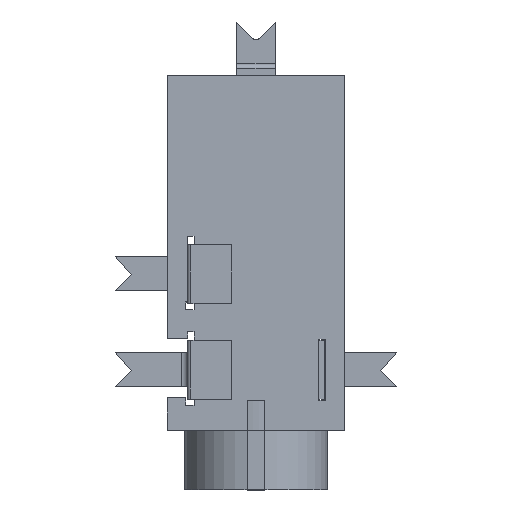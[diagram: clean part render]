
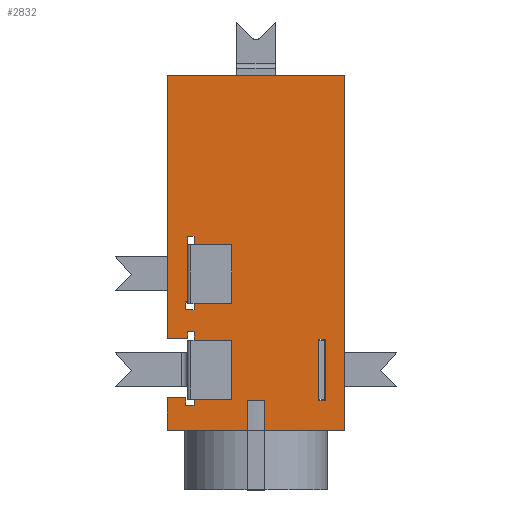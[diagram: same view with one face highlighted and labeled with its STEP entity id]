
A CAD part, top view. The second image highlights one B-rep face of the part: STEP entity #2832.
In plain terms, the highlighted planar face has unit normal (0, 0, 1).
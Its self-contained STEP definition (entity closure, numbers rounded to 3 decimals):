
#436=ORIENTED_EDGE('',*,*,#888,.T.);
#437=ORIENTED_EDGE('',*,*,#886,.F.);
#438=ORIENTED_EDGE('',*,*,#883,.F.);
#439=ORIENTED_EDGE('',*,*,#878,.F.);
#440=ORIENTED_EDGE('',*,*,#877,.F.);
#441=ORIENTED_EDGE('',*,*,#873,.F.);
#442=ORIENTED_EDGE('',*,*,#871,.F.);
#443=ORIENTED_EDGE('',*,*,#869,.F.);
#444=ORIENTED_EDGE('',*,*,#876,.F.);
#445=ORIENTED_EDGE('',*,*,#864,.F.);
#446=ORIENTED_EDGE('',*,*,#861,.F.);
#447=ORIENTED_EDGE('',*,*,#860,.F.);
#448=ORIENTED_EDGE('',*,*,#855,.T.);
#449=ORIENTED_EDGE('',*,*,#853,.T.);
#450=ORIENTED_EDGE('',*,*,#850,.T.);
#451=ORIENTED_EDGE('',*,*,#849,.F.);
#452=ORIENTED_EDGE('',*,*,#851,.F.);
#453=ORIENTED_EDGE('',*,*,#846,.T.);
#454=ORIENTED_EDGE('',*,*,#842,.F.);
#455=ORIENTED_EDGE('',*,*,#674,.T.);
#456=ORIENTED_EDGE('',*,*,#891,.F.);
#457=ORIENTED_EDGE('',*,*,#701,.F.);
#458=ORIENTED_EDGE('',*,*,#714,.F.);
#459=ORIENTED_EDGE('',*,*,#719,.F.);
#460=ORIENTED_EDGE('',*,*,#707,.F.);
#461=ORIENTED_EDGE('',*,*,#693,.F.);
#462=ORIENTED_EDGE('',*,*,#713,.F.);
#463=ORIENTED_EDGE('',*,*,#722,.F.);
#464=ORIENTED_EDGE('',*,*,#723,.F.);
#465=ORIENTED_EDGE('',*,*,#726,.F.);
#466=ORIENTED_EDGE('',*,*,#841,.F.);
#467=ORIENTED_EDGE('',*,*,#837,.F.);
#468=ORIENTED_EDGE('',*,*,#833,.F.);
#469=ORIENTED_EDGE('',*,*,#830,.F.);
#674=EDGE_CURVE('',#967,#965,#1160,.T.);
#693=EDGE_CURVE('',#985,#986,#1175,.T.);
#701=EDGE_CURVE('',#991,#992,#1183,.T.);
#707=EDGE_CURVE('',#986,#995,#1189,.T.);
#713=EDGE_CURVE('',#1000,#985,#1195,.T.);
#714=EDGE_CURVE('',#1001,#991,#1196,.T.);
#719=EDGE_CURVE('',#995,#1001,#1201,.T.);
#722=EDGE_CURVE('',#1004,#1000,#1204,.T.);
#723=EDGE_CURVE('',#1005,#1004,#1205,.T.);
#726=EDGE_CURVE('',#1007,#1005,#1208,.T.);
#830=EDGE_CURVE('',#1076,#1077,#1300,.T.);
#833=EDGE_CURVE('',#1077,#1079,#1303,.T.);
#837=EDGE_CURVE('',#1079,#1081,#1307,.T.);
#841=EDGE_CURVE('',#1081,#1076,#1311,.T.);
#842=EDGE_CURVE('',#967,#1083,#1312,.T.);
#846=EDGE_CURVE('',#1048,#1083,#1316,.T.);
#849=EDGE_CURVE('',#1086,#1085,#1318,.T.);
#850=EDGE_CURVE('',#1049,#1085,#1319,.T.);
#851=EDGE_CURVE('',#1048,#1086,#1320,.T.);
#853=EDGE_CURVE('',#1088,#1049,#1322,.T.);
#855=EDGE_CURVE('',#1089,#1088,#1324,.T.);
#860=EDGE_CURVE('',#1089,#1091,#1329,.T.);
#861=EDGE_CURVE('',#1091,#1093,#1330,.T.);
#864=EDGE_CURVE('',#1093,#1095,#1333,.T.);
#869=EDGE_CURVE('',#1098,#1097,#1338,.T.);
#871=EDGE_CURVE('',#1097,#1099,#1340,.T.);
#873=EDGE_CURVE('',#1099,#1100,#1342,.T.);
#876=EDGE_CURVE('',#1095,#1098,#1345,.T.);
#877=EDGE_CURVE('',#1100,#1101,#1346,.T.);
#878=EDGE_CURVE('',#1101,#1103,#1347,.T.);
#883=EDGE_CURVE('',#1103,#1105,#1352,.T.);
#886=EDGE_CURVE('',#1105,#1107,#1355,.T.);
#888=EDGE_CURVE('',#965,#1107,#1357,.T.);
#891=EDGE_CURVE('',#992,#1007,#1360,.F.);
#965=VERTEX_POINT('',#3593);
#967=VERTEX_POINT('',#3596);
#985=VERTEX_POINT('',#3638);
#986=VERTEX_POINT('',#3639);
#991=VERTEX_POINT('',#3654);
#992=VERTEX_POINT('',#3655);
#995=VERTEX_POINT('',#3664);
#1000=VERTEX_POINT('',#3677);
#1001=VERTEX_POINT('',#3681);
#1004=VERTEX_POINT('',#3692);
#1005=VERTEX_POINT('',#3696);
#1007=VERTEX_POINT('',#3702);
#1048=VERTEX_POINT('',#3821);
#1049=VERTEX_POINT('',#3823);
#1076=VERTEX_POINT('',#3910);
#1077=VERTEX_POINT('',#3912);
#1079=VERTEX_POINT('',#3918);
#1081=VERTEX_POINT('',#3925);
#1083=VERTEX_POINT('',#3934);
#1085=VERTEX_POINT('',#3944);
#1086=VERTEX_POINT('',#3945);
#1088=VERTEX_POINT('',#3954);
#1089=VERTEX_POINT('',#3958);
#1091=VERTEX_POINT('',#3964);
#1093=VERTEX_POINT('',#3970);
#1095=VERTEX_POINT('',#3976);
#1097=VERTEX_POINT('',#3982);
#1098=VERTEX_POINT('',#3984);
#1099=VERTEX_POINT('',#3988);
#1100=VERTEX_POINT('',#3992);
#1101=VERTEX_POINT('',#3996);
#1103=VERTEX_POINT('',#4003);
#1105=VERTEX_POINT('',#4009);
#1107=VERTEX_POINT('',#4015);
#1160=LINE('',#3595,#1423);
#1175=LINE('',#3637,#1438);
#1183=LINE('',#3653,#1446);
#1189=LINE('',#3665,#1452);
#1195=LINE('',#3678,#1458);
#1196=LINE('',#3680,#1459);
#1201=LINE('',#3688,#1464);
#1204=LINE('',#3693,#1467);
#1205=LINE('',#3695,#1468);
#1208=LINE('',#3701,#1471);
#1300=LINE('',#3911,#1563);
#1303=LINE('',#3917,#1566);
#1307=LINE('',#3924,#1570);
#1311=LINE('',#3931,#1574);
#1312=LINE('',#3933,#1575);
#1316=LINE('',#3940,#1579);
#1318=LINE('',#3946,#1581);
#1319=LINE('',#3948,#1582);
#1320=LINE('',#3949,#1583);
#1322=LINE('',#3953,#1585);
#1324=LINE('',#3957,#1587);
#1329=LINE('',#3967,#1592);
#1330=LINE('',#3969,#1593);
#1333=LINE('',#3975,#1596);
#1338=LINE('',#3985,#1601);
#1340=LINE('',#3989,#1603);
#1342=LINE('',#3993,#1605);
#1345=LINE('',#3999,#1608);
#1346=LINE('',#4000,#1609);
#1347=LINE('',#4002,#1610);
#1352=LINE('',#4012,#1615);
#1355=LINE('',#4018,#1618);
#1357=LINE('',#4021,#1620);
#1360=LINE('',#4025,#1623);
#1423=VECTOR('',#3040,1000.);
#1438=VECTOR('',#3073,1000.);
#1446=VECTOR('',#3085,1000.);
#1452=VECTOR('',#3093,1000.);
#1458=VECTOR('',#3103,1000.);
#1459=VECTOR('',#3106,1000.);
#1464=VECTOR('',#3113,1000.);
#1467=VECTOR('',#3116,1000.);
#1468=VECTOR('',#3119,1000.);
#1471=VECTOR('',#3124,1000.);
#1563=VECTOR('',#3312,1000.);
#1566=VECTOR('',#3317,1000.);
#1570=VECTOR('',#3323,1000.);
#1574=VECTOR('',#3329,1000.);
#1575=VECTOR('',#3332,1000.);
#1579=VECTOR('',#3338,1000.);
#1581=VECTOR('',#3344,1000.);
#1582=VECTOR('',#3347,1000.);
#1583=VECTOR('',#3348,1000.);
#1585=VECTOR('',#3352,1000.);
#1587=VECTOR('',#3356,1000.);
#1592=VECTOR('',#3363,1000.);
#1593=VECTOR('',#3366,1000.);
#1596=VECTOR('',#3371,1000.);
#1601=VECTOR('',#3378,1000.);
#1603=VECTOR('',#3382,1000.);
#1605=VECTOR('',#3386,1000.);
#1608=VECTOR('',#3391,1000.);
#1609=VECTOR('',#3392,1000.);
#1610=VECTOR('',#3395,1000.);
#1615=VECTOR('',#3402,1000.);
#1618=VECTOR('',#3407,1000.);
#1620=VECTOR('',#3411,1000.);
#1623=VECTOR('',#3416,1000.);
#1746=EDGE_LOOP('',(#436,#437,#438,#439,#440,#441,#442,#443,#444,#445,#446,
#447,#448,#449,#450,#451,#452,#453,#454,#455));
#1747=EDGE_LOOP('',(#456,#457,#458,#459,#460,#461,#462,#463,#464,#465));
#1748=EDGE_LOOP('',(#466,#467,#468,#469));
#1866=FACE_BOUND('',#1746,.T.);
#1867=FACE_BOUND('',#1747,.T.);
#1868=FACE_BOUND('',#1748,.T.);
#1973=PLANE('',#2964);
#2832=ADVANCED_FACE('',(#1866,#1867,#1868),#1973,.T.);
#2964=AXIS2_PLACEMENT_3D('',#4024,#3414,#3415);
#3040=DIRECTION('',(-1.,0.,0.));
#3073=DIRECTION('',(0.,1.,0.));
#3085=DIRECTION('',(0.,-1.,0.));
#3093=DIRECTION('',(-1.,0.,0.));
#3103=DIRECTION('',(1.,0.,0.));
#3106=DIRECTION('',(-1.,0.,0.));
#3113=DIRECTION('',(0.,1.,0.));
#3116=DIRECTION('',(0.,1.,0.));
#3119=DIRECTION('',(1.,0.,0.));
#3124=DIRECTION('',(0.,-1.,0.));
#3312=DIRECTION('',(0.,-1.,0.));
#3317=DIRECTION('',(1.,0.,0.));
#3323=DIRECTION('',(0.,1.,0.));
#3329=DIRECTION('',(-1.,0.,0.));
#3332=DIRECTION('',(0.,-1.,0.));
#3338=DIRECTION('',(1.,0.,0.));
#3344=DIRECTION('',(-1.,0.,0.));
#3347=DIRECTION('',(0.,1.,0.));
#3348=DIRECTION('',(0.,1.,0.));
#3352=DIRECTION('',(1.,0.,0.));
#3356=DIRECTION('',(0.,-1.,0.));
#3363=DIRECTION('',(1.,0.,0.));
#3366=DIRECTION('',(0.,-1.,0.));
#3371=DIRECTION('',(1.,0.,0.));
#3378=DIRECTION('',(1.,0.,0.));
#3382=DIRECTION('',(0.,1.,0.));
#3386=DIRECTION('',(-1.,0.,0.));
#3391=DIRECTION('',(0.,1.,0.));
#3392=DIRECTION('',(0.,1.,0.));
#3395=DIRECTION('',(-1.,0.,0.));
#3402=DIRECTION('',(0.,-1.,0.));
#3407=DIRECTION('',(-1.,0.,0.));
#3411=DIRECTION('',(0.,-1.,0.));
#3414=DIRECTION('',(0.,0.,1.));
#3415=DIRECTION('',(1.,0.,0.));
#3416=DIRECTION('',(1.,0.,0.));
#3593=CARTESIAN_POINT('',(-2.5,11.7,2.));
#3595=CARTESIAN_POINT('',(2.5,11.7,2.));
#3596=CARTESIAN_POINT('',(2.5,11.7,2.));
#3637=CARTESIAN_POINT('',(-0.686,6.922,2.));
#3638=CARTESIAN_POINT('',(-0.686,5.258,2.));
#3639=CARTESIAN_POINT('',(-0.686,6.922,2.));
#3653=CARTESIAN_POINT('',(-1.932,14.4,2.));
#3654=CARTESIAN_POINT('',(-1.932,7.162,2.));
#3655=CARTESIAN_POINT('',(-1.932,5.301,2.));
#3664=CARTESIAN_POINT('',(-1.749,6.922,2.));
#3665=CARTESIAN_POINT('',(2.5,6.922,2.));
#3677=CARTESIAN_POINT('',(-1.749,5.258,2.));
#3678=CARTESIAN_POINT('',(2.5,5.258,2.));
#3680=CARTESIAN_POINT('',(2.5,7.162,2.));
#3681=CARTESIAN_POINT('',(-1.749,7.162,2.));
#3688=CARTESIAN_POINT('',(-1.749,14.4,2.));
#3692=CARTESIAN_POINT('',(-1.749,5.084,2.));
#3693=CARTESIAN_POINT('',(-1.749,11.7,2.));
#3695=CARTESIAN_POINT('',(2.5,5.084,2.));
#3696=CARTESIAN_POINT('',(-1.989,5.084,2.));
#3701=CARTESIAN_POINT('',(-1.989,11.7,2.));
#3702=CARTESIAN_POINT('',(-1.989,5.301,2.));
#3821=CARTESIAN_POINT('',(0.249,1.674,2.));
#3823=CARTESIAN_POINT('',(-0.249,1.674,2.));
#3910=CARTESIAN_POINT('',(1.774,4.255,2.));
#3911=CARTESIAN_POINT('',(1.774,11.7,2.));
#3912=CARTESIAN_POINT('',(1.774,2.524,2.));
#3917=CARTESIAN_POINT('',(2.5,2.524,2.));
#3918=CARTESIAN_POINT('',(1.958,2.524,2.));
#3924=CARTESIAN_POINT('',(1.958,11.7,2.));
#3925=CARTESIAN_POINT('',(1.958,4.255,2.));
#3931=CARTESIAN_POINT('',(2.5,4.255,2.));
#3933=CARTESIAN_POINT('',(2.5,11.7,2.));
#3934=CARTESIAN_POINT('',(2.5,1.674,2.));
#3940=CARTESIAN_POINT('',(2.5,1.674,2.));
#3944=CARTESIAN_POINT('',(-0.249,2.521,2.));
#3945=CARTESIAN_POINT('',(0.249,2.521,2.));
#3946=CARTESIAN_POINT('',(2.5,2.521,2.));
#3948=CARTESIAN_POINT('',(-0.249,1.674,2.));
#3949=CARTESIAN_POINT('',(0.249,1.674,2.));
#3953=CARTESIAN_POINT('',(-0.249,1.674,2.));
#3954=CARTESIAN_POINT('',(-2.5,1.674,2.));
#3957=CARTESIAN_POINT('',(-2.5,11.7,2.));
#3958=CARTESIAN_POINT('',(-2.5,2.601,2.));
#3964=CARTESIAN_POINT('',(-1.989,2.601,2.));
#3967=CARTESIAN_POINT('',(2.5,2.601,2.));
#3969=CARTESIAN_POINT('',(-1.989,11.7,2.));
#3970=CARTESIAN_POINT('',(-1.989,2.384,2.));
#3975=CARTESIAN_POINT('',(2.5,2.384,2.));
#3976=CARTESIAN_POINT('',(-1.749,2.384,2.));
#3982=CARTESIAN_POINT('',(-0.686,2.558,2.));
#3984=CARTESIAN_POINT('',(-1.749,2.558,2.));
#3985=CARTESIAN_POINT('',(-0.686,2.558,2.));
#3988=CARTESIAN_POINT('',(-0.686,4.222,2.));
#3989=CARTESIAN_POINT('',(-0.686,4.222,2.));
#3992=CARTESIAN_POINT('',(-1.749,4.222,2.));
#3993=CARTESIAN_POINT('',(-1.749,4.222,2.));
#3996=CARTESIAN_POINT('',(-1.749,4.462,2.));
#3999=CARTESIAN_POINT('',(-1.749,11.7,2.));
#4000=CARTESIAN_POINT('',(-1.749,11.7,2.));
#4002=CARTESIAN_POINT('',(2.5,4.462,2.));
#4003=CARTESIAN_POINT('',(-1.932,4.462,2.));
#4009=CARTESIAN_POINT('',(-1.932,4.273,2.));
#4012=CARTESIAN_POINT('',(-1.932,11.7,2.));
#4015=CARTESIAN_POINT('',(-2.5,4.273,2.));
#4018=CARTESIAN_POINT('',(2.5,4.273,2.));
#4021=CARTESIAN_POINT('',(-2.5,11.7,2.));
#4024=CARTESIAN_POINT('',(2.5,11.7,2.));
#4025=CARTESIAN_POINT('',(-2.5,5.301,2.));
